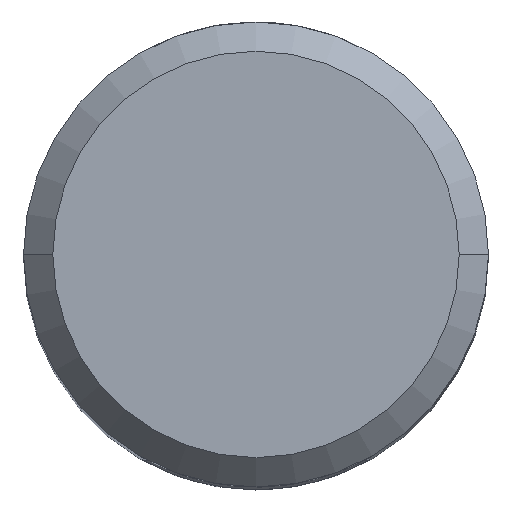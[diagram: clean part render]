
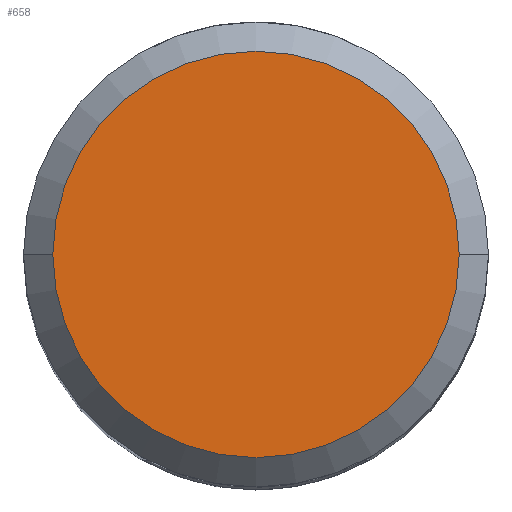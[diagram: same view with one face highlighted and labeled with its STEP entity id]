
A CAD part, top view. The second image highlights one B-rep face of the part: STEP entity #658.
In plain terms, the highlighted planar face has unit normal (0, 0, 1).
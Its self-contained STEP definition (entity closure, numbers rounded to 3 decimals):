
#181=FACE_OUTER_BOUND('',#881,.T.);
#658=ADVANCED_FACE('',(#181),#775,.T.);
#775=PLANE('',#2599);
#881=EDGE_LOOP('',(#1058,#1059));
#1058=ORIENTED_EDGE('',*,*,#2086,.T.);
#1059=ORIENTED_EDGE('',*,*,#2083,.T.);
#1802=VERTEX_POINT('',#3538);
#1803=VERTEX_POINT('',#3539);
#2083=EDGE_CURVE('',#1802,#1803,#2445,.T.);
#2086=EDGE_CURVE('',#1803,#1802,#2446,.T.);
#2445=CIRCLE('',#2596,6.931);
#2446=CIRCLE('',#2598,6.931);
#2596=AXIS2_PLACEMENT_3D('',#3537,#2859,#2860);
#2598=AXIS2_PLACEMENT_3D('',#3543,#2865,#2866);
#2599=AXIS2_PLACEMENT_3D('',#3544,#2867,#2868);
#2859=DIRECTION('',(0.,0.,1.));
#2860=DIRECTION('',(1.,0.,0.));
#2865=DIRECTION('',(0.,0.,1.));
#2866=DIRECTION('',(1.,0.,0.));
#2867=DIRECTION('',(0.,0.,1.));
#2868=DIRECTION('',(-1.,0.,0.));
#3537=CARTESIAN_POINT('',(0.,0.,0.));
#3538=CARTESIAN_POINT('',(6.931,0.,0.));
#3539=CARTESIAN_POINT('',(-6.931,0.,0.));
#3543=CARTESIAN_POINT('',(0.,0.,0.));
#3544=CARTESIAN_POINT('',(0.,3.,0.));
